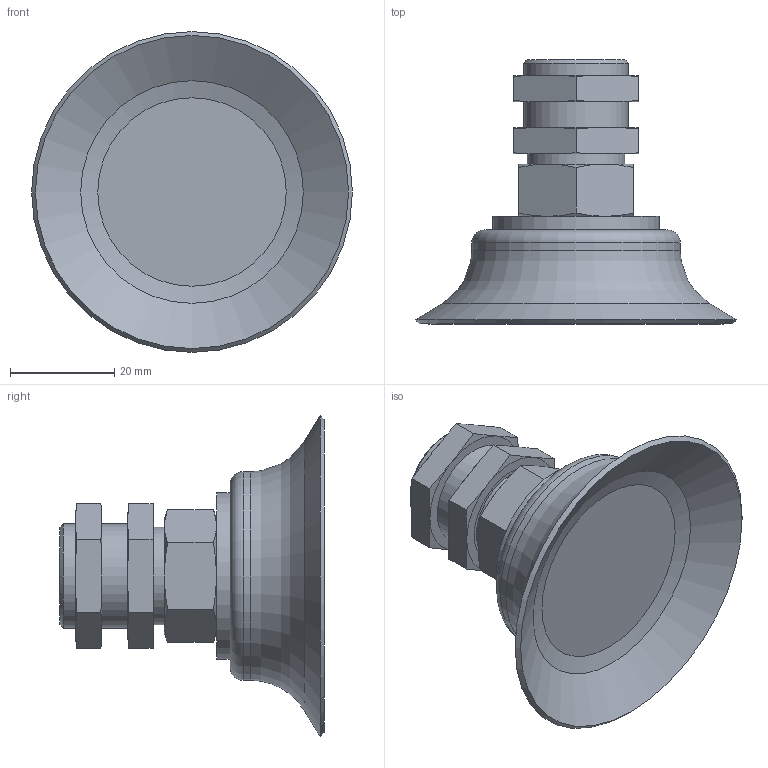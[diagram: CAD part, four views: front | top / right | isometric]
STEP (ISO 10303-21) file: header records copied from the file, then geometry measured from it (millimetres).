
FILE_DESCRIPTION( ( 'STEP AP214' ), '1' );
FILE_NAME( '189177 ESG-60-SN-HA-G---(0_0).stp', '2020-06-19T06:46:34', ( 'License CC BY-ND 4.0' ), ( 'CADENAS' ), ' ', 'PARTsolutions', ' ' );
FILE_SCHEMA( ( 'AUTOMOTIVE_DESIGN { 1 0 10303 214 1 1 1 1 }' ) );
Length unit declared in the file: millimetre
Products named in the file (4): 189177 ESG-60-SN-HA-G---(0_0); _189314 ESS-60-SN; _189201 ESH-HA-5-G; _130520 ESHM-M20x1
Assembly tree (4 placements, depth 2):
  189177 ESG-60-SN-HA-G---(0_0)
    _189314 ESS-60-SN
    _189201 ESH-HA-5-G
    _130520 ESHM-M20x1  x2
Bounding box: 61.5 x 50.6 x 61.5 mm (x, y, z)
Volume: 30765.2 mm3; surface area: 13954.5 mm2
Topology: 4 solids, 4 shells, 94 faces, 189 edges, 108 vertices
Faces by surface type: cone 50, plane 31, cylinder 11, torus 2
Full cylindrical faces by diameter (mm): 7 x1, 8.376 x1, 8.566 x1, 10 x1, 17 x1, 18.773 x1, 18.917 x2, 20 x1, 32 x1, 40 x1
Entity records: 2420 total; most frequent: CARTESIAN_POINT 464, DIRECTION 276, ORIENTED_EDGE 232, AXIS2_PLACEMENT_3D 132, EDGE_CURVE 116, EDGE_LOOP 104, FACE_OUTER_BOUND 83, VERTEX_POINT 80
